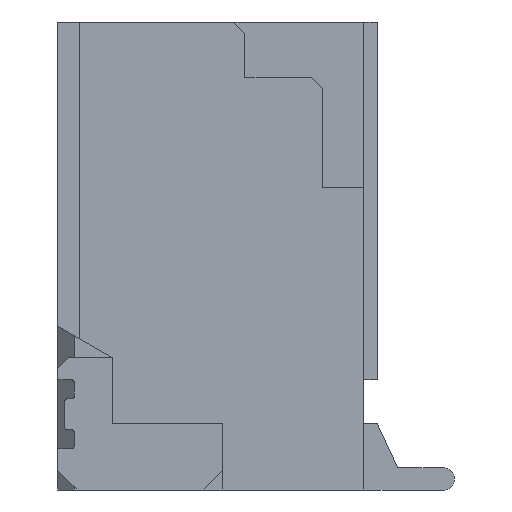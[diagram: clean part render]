
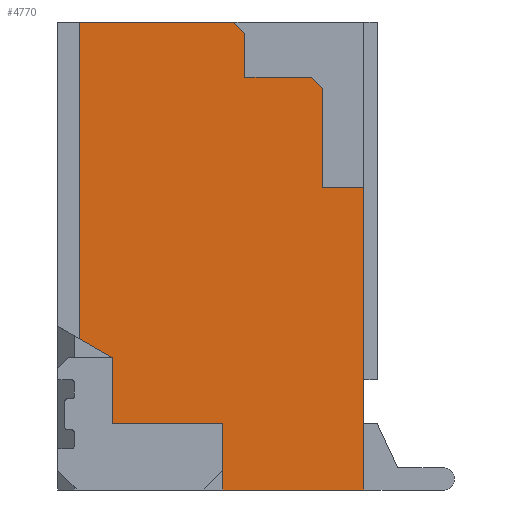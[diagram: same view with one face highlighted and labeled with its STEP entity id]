
A CAD part, left-side view. The second image highlights one B-rep face of the part: STEP entity #4770.
In plain terms, the highlighted planar face has unit normal (-1, 0, 0).
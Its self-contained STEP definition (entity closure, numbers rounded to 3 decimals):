
#186=FACE_OUTER_BOUND('',#464,.T.);
#464=EDGE_LOOP('',(#3564,#3565,#3566,#3567,#3568,#3569,#3570,#3571,#3572,
#3573,#3574,#3575,#3576,#3577));
#863=LINE('',#7043,#1509);
#915=LINE('',#7149,#1561);
#939=LINE('',#7194,#1585);
#940=LINE('',#7196,#1586);
#941=LINE('',#7198,#1587);
#942=LINE('',#7200,#1588);
#943=LINE('',#7202,#1589);
#944=LINE('',#7203,#1590);
#945=LINE('',#7205,#1591);
#946=LINE('',#7207,#1592);
#947=LINE('',#7209,#1593);
#948=LINE('',#7211,#1594);
#949=LINE('',#7213,#1595);
#950=LINE('',#7214,#1596);
#1509=VECTOR('',#5707,1000.);
#1561=VECTOR('',#5767,1000.);
#1585=VECTOR('',#5793,1000.);
#1586=VECTOR('',#5794,1000.);
#1587=VECTOR('',#5795,1000.);
#1588=VECTOR('',#5796,1000.);
#1589=VECTOR('',#5797,1000.);
#1590=VECTOR('',#5798,1000.);
#1591=VECTOR('',#5799,1000.);
#1592=VECTOR('',#5800,1000.);
#1593=VECTOR('',#5801,1000.);
#1594=VECTOR('',#5802,1000.);
#1595=VECTOR('',#5803,1000.);
#1596=VECTOR('',#5804,1000.);
#2115=VERTEX_POINT('',#7040);
#2116=VERTEX_POINT('',#7042);
#2165=VERTEX_POINT('',#7146);
#2166=VERTEX_POINT('',#7148);
#2186=VERTEX_POINT('',#7193);
#2187=VERTEX_POINT('',#7195);
#2188=VERTEX_POINT('',#7197);
#2189=VERTEX_POINT('',#7199);
#2190=VERTEX_POINT('',#7201);
#2191=VERTEX_POINT('',#7204);
#2192=VERTEX_POINT('',#7206);
#2193=VERTEX_POINT('',#7208);
#2194=VERTEX_POINT('',#7210);
#2195=VERTEX_POINT('',#7212);
#2625=EDGE_CURVE('',#2115,#2116,#863,.T.);
#2677=EDGE_CURVE('',#2165,#2166,#915,.T.);
#2701=EDGE_CURVE('',#2165,#2186,#939,.T.);
#2702=EDGE_CURVE('',#2187,#2186,#940,.T.);
#2703=EDGE_CURVE('',#2188,#2187,#941,.T.);
#2704=EDGE_CURVE('',#2189,#2188,#942,.T.);
#2705=EDGE_CURVE('',#2190,#2189,#943,.T.);
#2706=EDGE_CURVE('',#2116,#2190,#944,.T.);
#2707=EDGE_CURVE('',#2115,#2191,#945,.T.);
#2708=EDGE_CURVE('',#2191,#2192,#946,.T.);
#2709=EDGE_CURVE('',#2192,#2193,#947,.T.);
#2710=EDGE_CURVE('',#2193,#2194,#948,.T.);
#2711=EDGE_CURVE('',#2194,#2195,#949,.T.);
#2712=EDGE_CURVE('',#2195,#2166,#950,.T.);
#3564=ORIENTED_EDGE('',*,*,#2677,.F.);
#3565=ORIENTED_EDGE('',*,*,#2701,.T.);
#3566=ORIENTED_EDGE('',*,*,#2702,.F.);
#3567=ORIENTED_EDGE('',*,*,#2703,.F.);
#3568=ORIENTED_EDGE('',*,*,#2704,.F.);
#3569=ORIENTED_EDGE('',*,*,#2705,.F.);
#3570=ORIENTED_EDGE('',*,*,#2706,.F.);
#3571=ORIENTED_EDGE('',*,*,#2625,.F.);
#3572=ORIENTED_EDGE('',*,*,#2707,.T.);
#3573=ORIENTED_EDGE('',*,*,#2708,.T.);
#3574=ORIENTED_EDGE('',*,*,#2709,.T.);
#3575=ORIENTED_EDGE('',*,*,#2710,.T.);
#3576=ORIENTED_EDGE('',*,*,#2711,.T.);
#3577=ORIENTED_EDGE('',*,*,#2712,.T.);
#4506=PLANE('',#5092);
#4770=ADVANCED_FACE('',(#186),#4506,.T.);
#5092=AXIS2_PLACEMENT_3D('',#7192,#5791,#5792);
#5707=DIRECTION('',(0.,-1.,0.));
#5767=DIRECTION('',(0.,0.,1.));
#5791=DIRECTION('center_axis',(-1.,0.,0.));
#5792=DIRECTION('ref_axis',(0.,0.,1.));
#5793=DIRECTION('',(0.,-1.,0.));
#5794=DIRECTION('',(0.,0.5,-0.866));
#5795=DIRECTION('',(0.,1.,0.));
#5796=DIRECTION('',(0.,0.,-1.));
#5797=DIRECTION('',(0.,1.,0.));
#5798=DIRECTION('',(0.,0.,-1.));
#5799=DIRECTION('',(0.,0.,-1.));
#5800=DIRECTION('',(0.,1.,0.));
#5801=DIRECTION('',(0.,0.707,-0.707));
#5802=DIRECTION('',(0.,0.,-1.));
#5803=DIRECTION('',(0.,1.,0.));
#5804=DIRECTION('',(0.,0.707,-0.707));
#7040=CARTESIAN_POINT('',(-2.5,2.75,1.33));
#7042=CARTESIAN_POINT('',(-2.5,0.,1.33));
#7043=CARTESIAN_POINT('',(-2.5,1.,1.33));
#7146=CARTESIAN_POINT('',(-2.5,4.25,-1.25));
#7148=CARTESIAN_POINT('',(-2.5,4.25,0.15));
#7149=CARTESIAN_POINT('',(-2.5,4.25,1.45));
#7192=CARTESIAN_POINT('Origin',(-2.5,0.,0.));
#7193=CARTESIAN_POINT('',(-2.5,1.373,-1.25));
#7194=CARTESIAN_POINT('',(-2.5,0.,-1.25));
#7195=CARTESIAN_POINT('',(-2.5,1.2,-0.95));
#7196=CARTESIAN_POINT('',(-2.5,0.489,0.282));
#7197=CARTESIAN_POINT('',(-2.5,0.6,-0.95));
#7198=CARTESIAN_POINT('',(-2.5,0.,-0.95));
#7199=CARTESIAN_POINT('',(-2.5,0.6,0.05));
#7200=CARTESIAN_POINT('',(-2.5,0.6,0.));
#7201=CARTESIAN_POINT('',(-2.5,0.,0.05));
#7202=CARTESIAN_POINT('',(-2.5,0.,0.05));
#7203=CARTESIAN_POINT('',(-2.5,0.,1.33));
#7204=CARTESIAN_POINT('',(-2.5,2.75,0.95));
#7205=CARTESIAN_POINT('',(-2.5,2.75,0.));
#7206=CARTESIAN_POINT('',(-2.5,3.65,0.95));
#7207=CARTESIAN_POINT('',(-2.5,0.,0.95));
#7208=CARTESIAN_POINT('',(-2.5,3.75,0.85));
#7209=CARTESIAN_POINT('',(-2.5,2.3,2.3));
#7210=CARTESIAN_POINT('',(-2.5,3.75,0.25));
#7211=CARTESIAN_POINT('',(-2.5,3.75,0.));
#7212=CARTESIAN_POINT('',(-2.5,4.15,0.25));
#7213=CARTESIAN_POINT('',(-2.5,0.,0.25));
#7214=CARTESIAN_POINT('',(-2.5,2.2,2.2));
